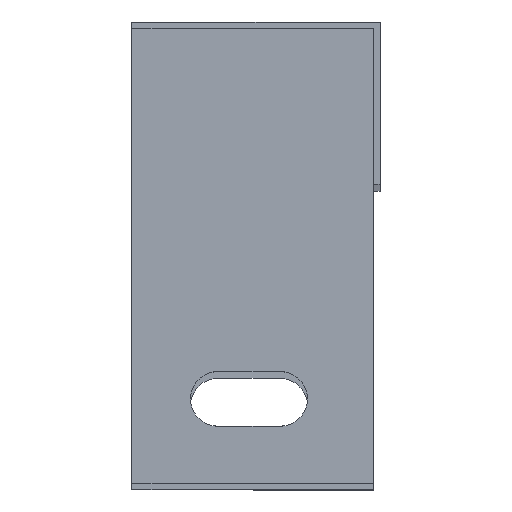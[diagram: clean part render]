
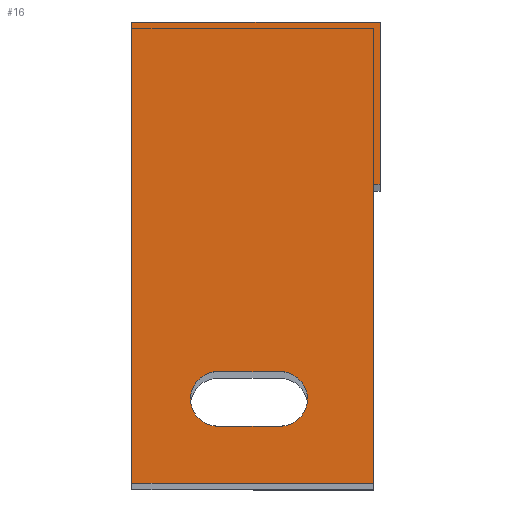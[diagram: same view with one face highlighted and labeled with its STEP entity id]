
A CAD part, top view. The second image highlights one B-rep face of the part: STEP entity #16.
In plain terms, the highlighted planar face has unit normal (0, 0, 1).
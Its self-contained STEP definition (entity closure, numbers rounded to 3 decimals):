
#16 = ADVANCED_FACE ( 'NONE', ( #593, #652 ), #289, .T. ) ;
#25 = VECTOR ( 'NONE', #490, 1000. ) ;
#35 = DIRECTION ( 'NONE',  ( 1., 0., 0. ) ) ;
#53 = DIRECTION ( 'NONE',  ( 1., 0., 0. ) ) ;
#80 = CARTESIAN_POINT ( 'NONE',  ( 1494.3, -20., 499.8 ) ) ;
#90 = CARTESIAN_POINT ( 'NONE',  ( 1462.5, -58.3, 499.8 ) ) ;
#96 = AXIS2_PLACEMENT_3D ( 'NONE', #229, #408, #351 ) ;
#98 = VECTOR ( 'NONE', #278, 1000. ) ;
#122 = DIRECTION ( 'NONE',  ( -1., 0., 0. ) ) ;
#124 = EDGE_CURVE ( 'NONE', #237, #430, #619, .T. ) ;
#125 = CARTESIAN_POINT ( 'NONE',  ( 1481.5, -51., 499.8 ) ) ;
#126 = VECTOR ( 'NONE', #567, 1000. ) ;
#140 = ORIENTED_EDGE ( 'NONE', *, *, #412, .T. ) ;
#144 = CARTESIAN_POINT ( 'NONE',  ( 1494.3, 0.8, 499.8 ) ) ;
#150 = LINE ( 'NONE', #670, #737 ) ;
#153 = CARTESIAN_POINT ( 'NONE',  ( 1494.3, -1.5, 499.8 ) ) ;
#154 = CARTESIAN_POINT ( 'NONE',  ( 1493.5, 0.8, 499.8 ) ) ;
#172 = LINE ( 'NONE', #80, #314 ) ;
#200 = DIRECTION ( 'NONE',  ( 0., 0., 1. ) ) ;
#229 = CARTESIAN_POINT ( 'NONE',  ( 1492.5, -1., 499.8 ) ) ;
#232 = ORIENTED_EDGE ( 'NONE', *, *, #389, .F. ) ;
#236 = CARTESIAN_POINT ( 'NONE',  ( 1473.5, -51., 499.8 ) ) ;
#237 = VERTEX_POINT ( 'NONE', #761 ) ;
#248 = DIRECTION ( 'NONE',  ( 0., 1., 0. ) ) ;
#251 = EDGE_CURVE ( 'NONE', #611, #710, #582, .T. ) ;
#262 = CARTESIAN_POINT ( 'NONE',  ( 1481.5, -44., 499.8 ) ) ;
#264 = ORIENTED_EDGE ( 'NONE', *, *, #251, .T. ) ;
#278 = DIRECTION ( 'NONE',  ( 0., -1., 0. ) ) ;
#289 = PLANE ( 'NONE',  #96 ) ;
#291 = EDGE_CURVE ( 'NONE', #697, #710, #409, .T. ) ;
#292 = ORIENTED_EDGE ( 'NONE', *, *, #728, .F. ) ;
#314 = VECTOR ( 'NONE', #725, 1000. ) ;
#338 = VERTEX_POINT ( 'NONE', #363 ) ;
#342 = ORIENTED_EDGE ( 'NONE', *, *, #617, .F. ) ;
#351 = DIRECTION ( 'NONE',  ( 0., -1., 0. ) ) ;
#363 = CARTESIAN_POINT ( 'NONE',  ( 1473.5, -44., 499.8 ) ) ;
#374 = AXIS2_PLACEMENT_3D ( 'NONE', #736, #403, #35 ) ;
#376 = CARTESIAN_POINT ( 'NONE',  ( 1494.3, -20., 499.8 ) ) ;
#377 = LINE ( 'NONE', #539, #540 ) ;
#380 = CARTESIAN_POINT ( 'NONE',  ( 1493.5, -20., 499.8 ) ) ;
#389 = EDGE_CURVE ( 'NONE', #405, #697, #377, .T. ) ;
#393 = DIRECTION ( 'NONE',  ( -1., 0., 0. ) ) ;
#403 = DIRECTION ( 'NONE',  ( 0., 0., 1. ) ) ;
#405 = VERTEX_POINT ( 'NONE', #432 ) ;
#408 = DIRECTION ( 'NONE',  ( 0., 0., 1. ) ) ;
#409 = LINE ( 'NONE', #537, #413 ) ;
#412 = EDGE_CURVE ( 'NONE', #405, #483, #660, .T. ) ;
#413 = VECTOR ( 'NONE', #248, 1000. ) ;
#422 = LINE ( 'NONE', #153, #98 ) ;
#430 = VERTEX_POINT ( 'NONE', #125 ) ;
#432 = CARTESIAN_POINT ( 'NONE',  ( 1493.5, -58.3, 499.8 ) ) ;
#443 = VERTEX_POINT ( 'NONE', #376 ) ;
#449 = ORIENTED_EDGE ( 'NONE', *, *, #507, .F. ) ;
#483 = VERTEX_POINT ( 'NONE', #380 ) ;
#490 = DIRECTION ( 'NONE',  ( 0., 1., 0. ) ) ;
#507 = EDGE_CURVE ( 'NONE', #338, #237, #626, .T. ) ;
#513 = CARTESIAN_POINT ( 'NONE',  ( 1462.5, 0.8, 499.8 ) ) ;
#518 = ORIENTED_EDGE ( 'NONE', *, *, #291, .F. ) ;
#519 = VERTEX_POINT ( 'NONE', #262 ) ;
#537 = CARTESIAN_POINT ( 'NONE',  ( 1462.5, -1., 499.8 ) ) ;
#539 = CARTESIAN_POINT ( 'NONE',  ( 1492.5, -58.3, 499.8 ) ) ;
#540 = VECTOR ( 'NONE', #122, 1000. ) ;
#554 = CARTESIAN_POINT ( 'NONE',  ( 1473.5, -47.5, 499.8 ) ) ;
#562 = EDGE_CURVE ( 'NONE', #443, #483, #172, .T. ) ;
#567 = DIRECTION ( 'NONE',  ( -1., 0., 0. ) ) ;
#568 = AXIS2_PLACEMENT_3D ( 'NONE', #554, #200, #612 ) ;
#582 = LINE ( 'NONE', #154, #126 ) ;
#593 = FACE_BOUND ( 'NONE', #600, .T. ) ;
#600 = EDGE_LOOP ( 'NONE', ( #449, #342, #292, #727 ) ) ;
#611 = VERTEX_POINT ( 'NONE', #144 ) ;
#612 = DIRECTION ( 'NONE',  ( 1., 0., 0. ) ) ;
#617 = EDGE_CURVE ( 'NONE', #519, #338, #150, .T. ) ;
#619 = LINE ( 'NONE', #236, #687 ) ;
#626 = CIRCLE ( 'NONE', #568, 3.5 ) ;
#646 = ORIENTED_EDGE ( 'NONE', *, *, #562, .F. ) ;
#652 = FACE_OUTER_BOUND ( 'NONE', #717, .T. ) ;
#660 = LINE ( 'NONE', #708, #25 ) ;
#670 = CARTESIAN_POINT ( 'NONE',  ( 1481.5, -44., 499.8 ) ) ;
#687 = VECTOR ( 'NONE', #53, 1000. ) ;
#694 = ORIENTED_EDGE ( 'NONE', *, *, #712, .F. ) ;
#697 = VERTEX_POINT ( 'NONE', #90 ) ;
#699 = CIRCLE ( 'NONE', #374, 3.5 ) ;
#708 = CARTESIAN_POINT ( 'NONE',  ( 1493.5, -58.3, 499.8 ) ) ;
#710 = VERTEX_POINT ( 'NONE', #513 ) ;
#712 = EDGE_CURVE ( 'NONE', #611, #443, #422, .T. ) ;
#717 = EDGE_LOOP ( 'NONE', ( #518, #232, #140, #646, #694, #264 ) ) ;
#725 = DIRECTION ( 'NONE',  ( -1., 0., 0. ) ) ;
#727 = ORIENTED_EDGE ( 'NONE', *, *, #124, .F. ) ;
#728 = EDGE_CURVE ( 'NONE', #430, #519, #699, .T. ) ;
#736 = CARTESIAN_POINT ( 'NONE',  ( 1481.5, -47.5, 499.8 ) ) ;
#737 = VECTOR ( 'NONE', #393, 1000. ) ;
#761 = CARTESIAN_POINT ( 'NONE',  ( 1473.5, -51., 499.8 ) ) ;
